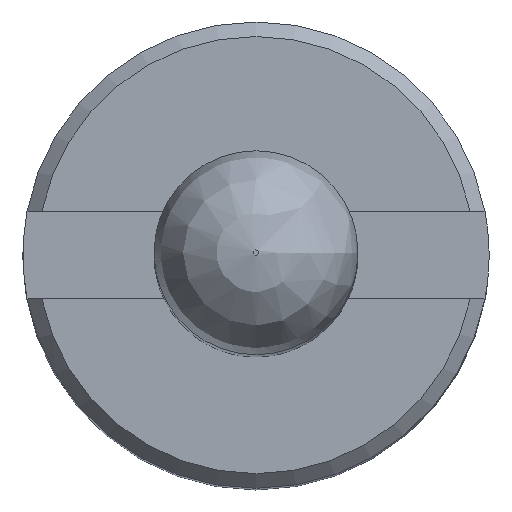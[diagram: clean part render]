
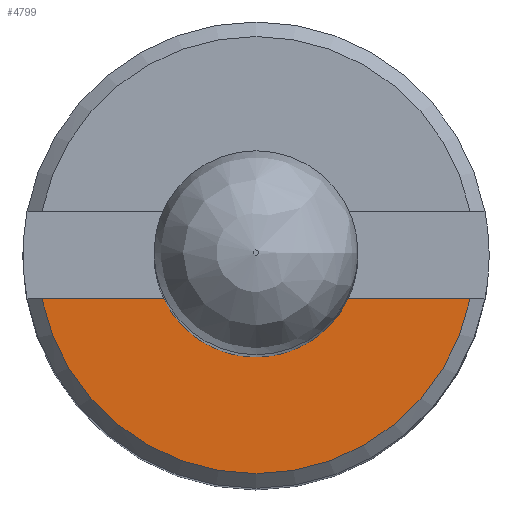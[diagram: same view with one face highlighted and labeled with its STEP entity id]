
A CAD part, top view. The second image highlights one B-rep face of the part: STEP entity #4799.
In plain terms, the highlighted face is planar.
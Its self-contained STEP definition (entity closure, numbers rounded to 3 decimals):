
#103=PLANE('',#5045);
#215=CIRCLE('',#5046,7.5);
#216=CIRCLE('',#5047,3.5);
#495=FACE_OUTER_BOUND('',#775,.T.);
#775=EDGE_LOOP('',(#4096,#4097,#4098,#4099));
#1058=LINE('',#11939,#1346);
#1064=LINE('',#11959,#1352);
#1346=VECTOR('',#5657,10.);
#1352=VECTOR('',#5665,10.);
#2084=VERTEX_POINT('',#11935);
#2086=VERTEX_POINT('',#11938);
#2090=VERTEX_POINT('',#11949);
#2093=VERTEX_POINT('',#11955);
#2748=EDGE_CURVE('',#2086,#2084,#1058,.T.);
#2756=EDGE_CURVE('',#2090,#2093,#1064,.T.);
#2779=EDGE_CURVE('',#2093,#2086,#215,.T.);
#2780=EDGE_CURVE('',#2090,#2084,#216,.T.);
#4096=ORIENTED_EDGE('',*,*,#2756,.T.);
#4097=ORIENTED_EDGE('',*,*,#2779,.T.);
#4098=ORIENTED_EDGE('',*,*,#2748,.T.);
#4099=ORIENTED_EDGE('',*,*,#2780,.F.);
#4799=ADVANCED_FACE('',(#495),#103,.T.);
#5045=AXIS2_PLACEMENT_3D('',#12005,#5709,#5710);
#5046=AXIS2_PLACEMENT_3D('',#12006,#5711,#5712);
#5047=AXIS2_PLACEMENT_3D('',#12007,#5713,#5714);
#5657=DIRECTION('',(0.,1.,0.));
#5665=DIRECTION('',(0.,1.,0.));
#5709=DIRECTION('center_axis',(1.,0.,0.));
#5710=DIRECTION('ref_axis',(0.,0.,-1.));
#5711=DIRECTION('center_axis',(1.,0.,0.));
#5712=DIRECTION('ref_axis',(0.,1.,0.));
#5713=DIRECTION('center_axis',(1.,0.,0.));
#5714=DIRECTION('ref_axis',(0.,1.,0.));
#11935=CARTESIAN_POINT('',(200.,-3.162,1.5));
#11938=CARTESIAN_POINT('',(200.,-7.348,1.5));
#11939=CARTESIAN_POINT('',(200.,6.923,1.5));
#11949=CARTESIAN_POINT('',(200.,3.162,1.5));
#11955=CARTESIAN_POINT('',(200.,7.348,1.5));
#11959=CARTESIAN_POINT('',(200.,6.923,1.5));
#12005=CARTESIAN_POINT('Origin',(200.,5.5,0.));
#12006=CARTESIAN_POINT('Origin',(200.,0.,0.));
#12007=CARTESIAN_POINT('Origin',(200.,0.,0.));
